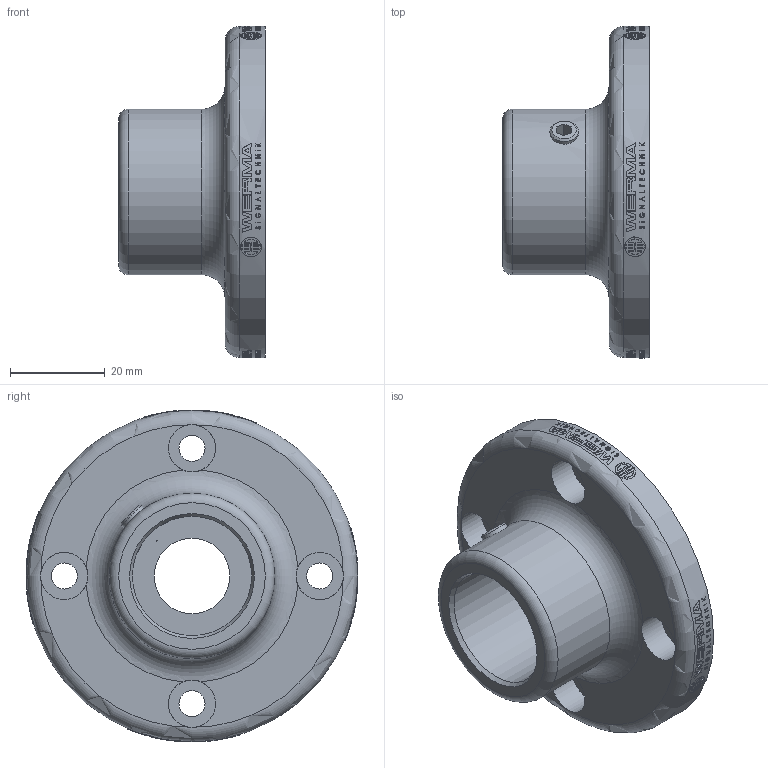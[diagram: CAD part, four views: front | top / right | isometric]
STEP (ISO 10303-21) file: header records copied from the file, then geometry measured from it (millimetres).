
FILE_DESCRIPTION(/* description */ ('Customer part'),/* implementation_level */ '2;1');
FILE_NAME(/* name */ '800000010399_PRT_000.step',/* time_stamp */ '2018-07-16T18:30:35+02:00',/* author */ ('IMPORT'),/* organization */ ('WERMA Signaltechnik GmbH+Co.KG'),/* preprocessor_version */ 'ST-DEVELOPER v17',/* originating_system */ 'Autodesk Inventor 2018',/* authorisation */ 'public');
FILE_SCHEMA (('AUTOMOTIVE_DESIGN { 1 0 10303 214 3 1 1 }'));
Length unit declared in the file: millimetre
Products named in the file (1): 800000010399
Bounding box: 31 x 70.2 x 70.2 mm (x, y, z)
Volume: 37577.7 mm3; surface area: 14237.1 mm2
Topology: 1 solids, 1 shells, 998 faces, 2699 edges, 1802 vertices
Faces by surface type: plane 565, bspline 316, cylinder 111, cone 3, torus 3
Full cylindrical faces by diameter (mm): 5 x1, 5.5 x4, 6 x1, 10 x4, 16 x1, 25.25 x1, 35 x1, 40 x1, 70 x1
Entity records: 93183 total; most frequent: CARTESIAN_POINT 69787, ORIENTED_EDGE 5398, DIRECTION 3300, EDGE_CURVE 2699, VERTEX_POINT 1802, LINE 1166, VECTOR 1166, B_SPLINE_CURVE_WITH_KNOTS 1149
